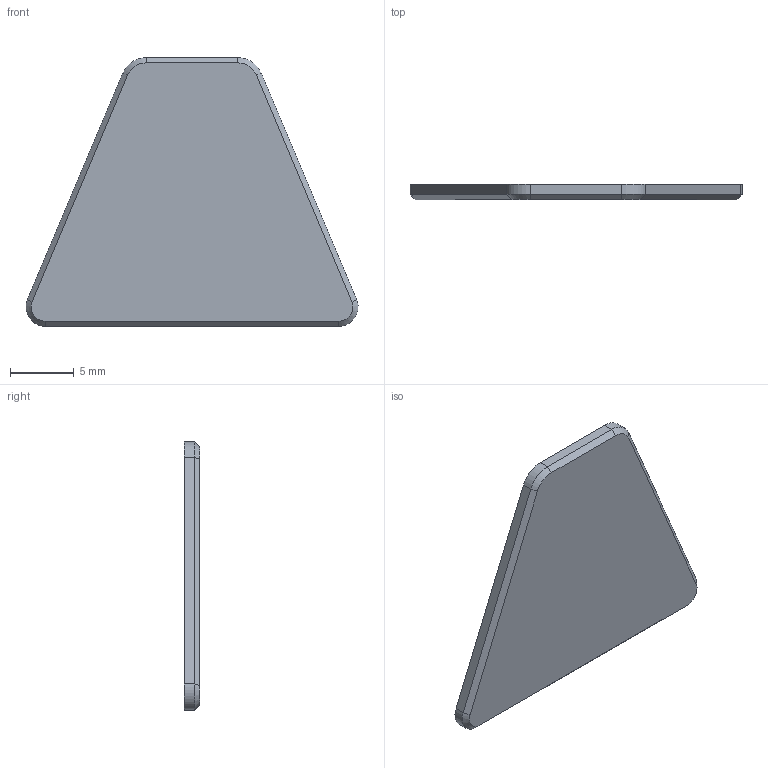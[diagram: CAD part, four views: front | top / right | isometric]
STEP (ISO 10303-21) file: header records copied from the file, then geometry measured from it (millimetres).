
FILE_DESCRIPTION(('HOOPS Exchange Step'),'2;1');
FILE_NAME('temp_export','2024-07-18T12:14:12-04:00',('mobile'),('Shapr3D Limited'),'HOOPS Exchange 2024.2','Shapr3D','Authorized');
FILE_SCHEMA( ('AUTOMOTIVE_DESIGN { 1 0 10303 214 1 1 1 1 }') );
Length unit declared in the file: millimetre
Products named in the file (3): LogoPlates; Grill2; root
Assembly tree (2 placements, depth 3):
  root
    Grill2
      LogoPlates
Bounding box: 25.96 x 1.2 x 21 mm (x, y, z)
Volume: 460.1 mm3; surface area: 853.4 mm2
Topology: 1 solids, 1 shells, 18 faces, 40 edges, 24 vertices
Faces by surface type: plane 10, cylinder 4, cone 4
Entity records: 554 total; most frequent: DIRECTION 94, CARTESIAN_POINT 85, ORIENTED_EDGE 80, EDGE_CURVE 40, AXIS2_PLACEMENT_3D 33, VECTOR 28, LINE 28, VERTEX_POINT 24
